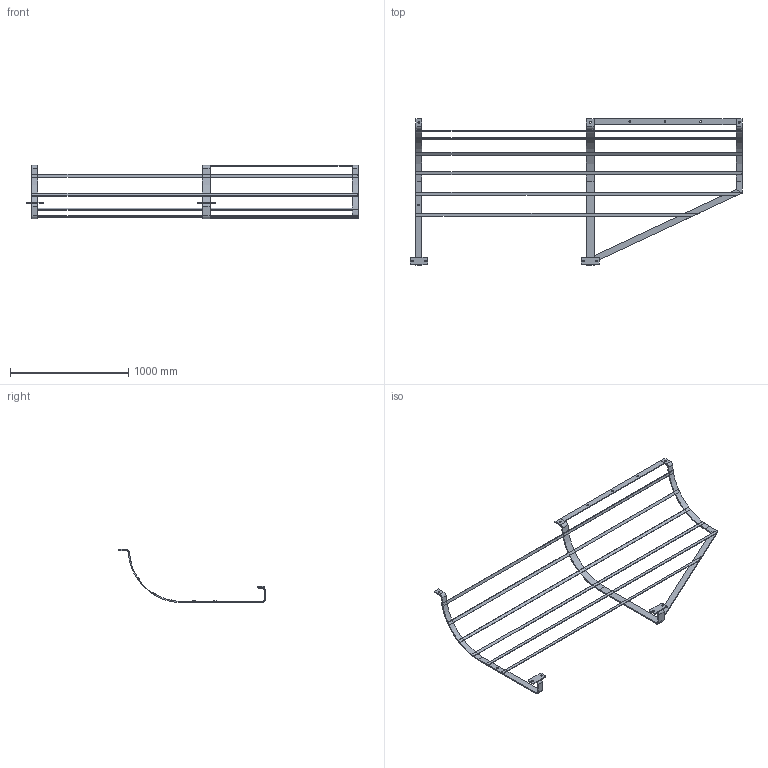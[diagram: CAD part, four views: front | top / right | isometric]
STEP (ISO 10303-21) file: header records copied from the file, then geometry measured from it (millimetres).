
FILE_DESCRIPTION (( 'STEP AP203' ), '1' );
FILE_NAME ('3467-MU103-25_REV_.step', '2026-01-04T05:09:51', ( '' ), ( '' ), 'SwSTEP 2.0', 'SolidWorks 2025', '' );
FILE_SCHEMA (( 'CONFIG_CONTROL_DESIGN' ));
Length unit declared in the file: millimetre
Products named in the file (12): 3467-MU103-20-40_Default<As Machined>; 3467-MU103-25_REV_; 3467-MU103-20-25_Default<As Machined>; 3467-MU103-20-20; 3467-MU103-20-15_Default<As Machined>; 3467-MU103-20-35_Default<As Machined>; 3467-MU103-20-47; 3467-MU103-25-10_Default<As Machined>; 3467-MU103-20-50; 3467-MU103-20-32_Default<As Machined>
Assembly tree (15 placements, depth 3):
  3467-MU103-25_REV_
    3467-MU103-20-50
      3467-MU103-20-25_Default<As Machined>
      3467-MU103-20-20
    3467-MU103-20-47
      3467-MU103-20-32_Default<As Machined>
      3467-MU103-20-20
    3467-MU103-20-15_Default<As Machined>
    3467-MU103-20-35_Default<As Machined>  x4
    3467-MU103-20-40_Default<As Machined>
    3467-MU103-20-35_Default<As Machined>
    3467-MU103-20-35_Default<As Machined>
    3467-MU103-25-10_Default<As Machined>
Bounding box: 2807.5 x 1240 x 450 mm (x, y, z)
Volume: 5535041.4 mm3; surface area: 1863076.6 mm2
Topology: 13 solids, 13 shells, 177 faces, 385 edges, 234 vertices
Faces by surface type: plane 127, cylinder 50
Entity records: 5305 total; most frequent: DIRECTION 727, CARTESIAN_POINT 664, ORIENTED_EDGE 626, EDGE_CURVE 313, AXIS2_PLACEMENT_3D 249, VECTOR 229, LINE 229, VERTEX_POINT 186
